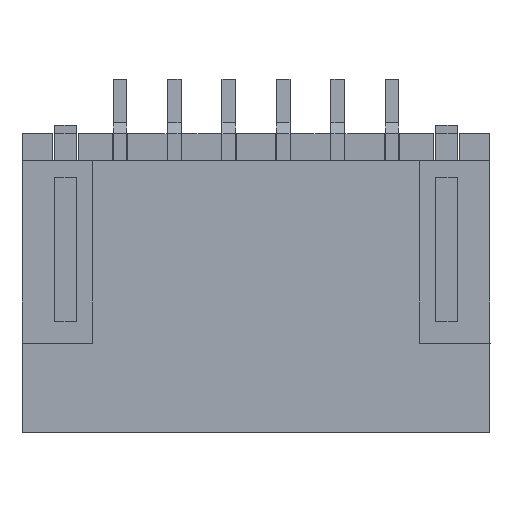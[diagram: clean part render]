
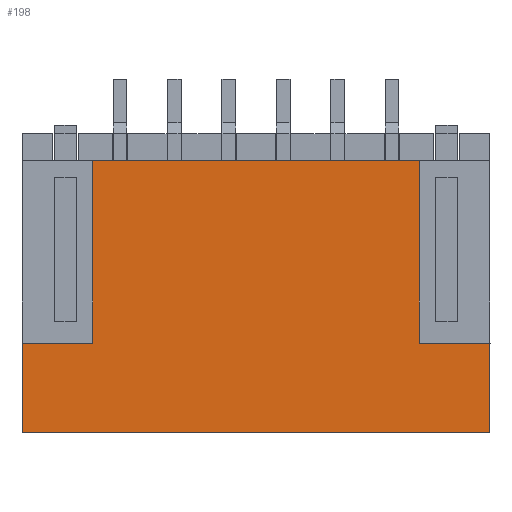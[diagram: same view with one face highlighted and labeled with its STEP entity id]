
A CAD part, front view. The second image highlights one B-rep face of the part: STEP entity #198.
In plain terms, the highlighted planar face has unit normal (0, -1, 0).
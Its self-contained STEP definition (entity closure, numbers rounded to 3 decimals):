
#198=ADVANCED_FACE('208191',(#552),#553,.F.);
#552=FACE_OUTER_BOUND('',#940,.T.);
#553=PLANE('',#941);
#940=EDGE_LOOP('',(#2309,#2310,#2311,#2312,#2313,#2314,#2315,#2316));
#941=AXIS2_PLACEMENT_3D('',#2317,#2318,#2319);
#2309=ORIENTED_EDGE('',*,*,#3016,.T.);
#2310=ORIENTED_EDGE('',*,*,#3017,.T.);
#2311=ORIENTED_EDGE('',*,*,#3018,.F.);
#2312=ORIENTED_EDGE('',*,*,#2585,.T.);
#2313=ORIENTED_EDGE('',*,*,#3015,.F.);
#2314=ORIENTED_EDGE('',*,*,#3019,.T.);
#2315=ORIENTED_EDGE('',*,*,#3020,.T.);
#2316=ORIENTED_EDGE('',*,*,#2677,.T.);
#2317=CARTESIAN_POINT('',(0.0,0.0,-3.0));
#2318=DIRECTION('',(0.0,1.0,0.0));
#2319=DIRECTION('',(1.0,0.0,0.0));
#2585=EDGE_CURVE('210695',#3095,#3097,#3099,.T.);
#2677=EDGE_CURVE('210694',#3267,#3265,#3268,.T.);
#3015=EDGE_CURVE('210619',#3820,#3097,#3822,.T.);
#3016=EDGE_CURVE('208942',#3265,#3823,#3824,.T.);
#3017=EDGE_CURVE('208944',#3823,#3825,#3826,.T.);
#3018=EDGE_CURVE('208945',#3095,#3825,#3827,.T.);
#3019=EDGE_CURVE('210621',#3820,#3828,#3829,.T.);
#3020=EDGE_CURVE('210618',#3828,#3267,#3830,.T.);
#3095=VERTEX_POINT('',#3943);
#3097=VERTEX_POINT('',#3946);
#3099=LINE('',#3949,#3950);
#3265=VERTEX_POINT('',#4206);
#3267=VERTEX_POINT('',#4209);
#3268=LINE('',#4210,#4211);
#3820=VERTEX_POINT('',#5099);
#3822=LINE('',#5102,#5103);
#3823=VERTEX_POINT('',#5104);
#3824=LINE('',#5105,#5106);
#3825=VERTEX_POINT('',#5107);
#3826=LINE('',#5108,#5109);
#3827=LINE('',#5110,#5111);
#3828=VERTEX_POINT('',#5112);
#3829=LINE('',#5113,#5114);
#3830=LINE('',#5115,#5116);
#3943=CARTESIAN_POINT('',(-16.3,0.,-5.5));
#3946=CARTESIAN_POINT('',(-7.7,0.0,-5.5));
#3949=CARTESIAN_POINT('',(-16.3,0.,-5.5));
#3950=VECTOR('',#5273,8.6);
#4206=CARTESIAN_POINT('',(-15.0,0.,-0.5));
#4209=CARTESIAN_POINT('',(-9.0,0.0,-0.5));
#4210=CARTESIAN_POINT('',(-9.0,0.0,-0.5));
#4211=VECTOR('',#5365,6.0);
#5099=CARTESIAN_POINT('',(-7.7,0.0,-3.85));
#5102=CARTESIAN_POINT('',(-7.7,0.0,-3.85));
#5103=VECTOR('',#5703,1.65);
#5104=CARTESIAN_POINT('',(-15.0,0.,-3.85));
#5105=CARTESIAN_POINT('',(-15.0,0.,-0.5));
#5106=VECTOR('',#5704,3.35);
#5107=CARTESIAN_POINT('',(-16.3,0.,-3.85));
#5108=CARTESIAN_POINT('',(-15.0,0.,-3.85));
#5109=VECTOR('',#5705,1.3);
#5110=CARTESIAN_POINT('',(-16.3,0.,-5.5));
#5111=VECTOR('',#5706,1.65);
#5112=CARTESIAN_POINT('',(-9.0,0.0,-3.85));
#5113=CARTESIAN_POINT('',(-7.7,0.0,-3.85));
#5114=VECTOR('',#5707,1.3);
#5115=CARTESIAN_POINT('',(-9.0,0.0,-3.85));
#5116=VECTOR('',#5708,3.35);
#5273=DIRECTION('',(1.0,0.0,0.0));
#5365=DIRECTION('',(-1.0,0.0,0.0));
#5703=DIRECTION('',(0.0,0.0,-1.0));
#5704=DIRECTION('',(0.,0.0,-1.0));
#5705=DIRECTION('',(-1.0,0.0,0.0));
#5706=DIRECTION('',(0.,0.0,1.0));
#5707=DIRECTION('',(-1.0,0.0,0.0));
#5708=DIRECTION('',(0.0,0.0,1.0));
